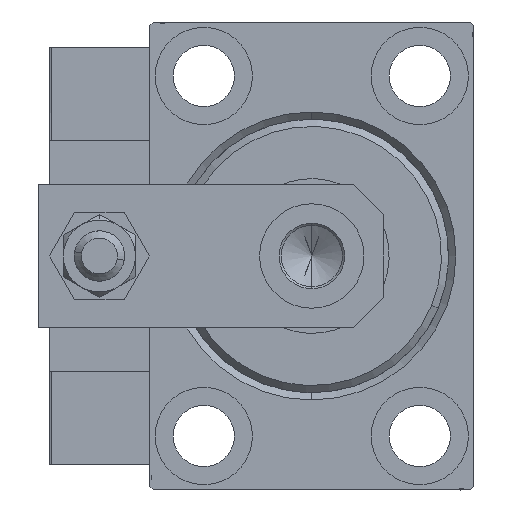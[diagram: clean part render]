
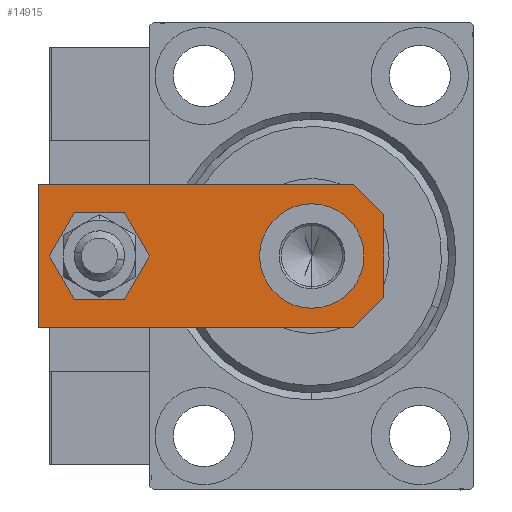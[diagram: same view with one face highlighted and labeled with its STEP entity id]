
A CAD part, left-side view. The second image highlights one B-rep face of the part: STEP entity #14915.
In plain terms, the highlighted face is planar.
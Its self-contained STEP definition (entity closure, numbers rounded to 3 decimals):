
#127 = CARTESIAN_POINT ( 'NONE',  ( -10., 48., 6. ) ) ;
#298 = CARTESIAN_POINT ( 'NONE',  ( 4., 39.5, 6. ) ) ;
#1803 = DIRECTION ( 'NONE',  ( 0., 1., 0. ) ) ;
#2935 = CARTESIAN_POINT ( 'NONE',  ( 2.88, -2.88, 6. ) ) ;
#3319 = VERTEX_POINT ( 'NONE', #23569 ) ;
#4729 = EDGE_CURVE ( 'NONE', #23458, #49609, #27596, .T. ) ;
#4904 = DIRECTION ( 'NONE',  ( 0., 0., 1. ) ) ;
#5794 = AXIS2_PLACEMENT_3D ( 'NONE', #49363, #49617, #42580 ) ;
#6682 = ORIENTED_EDGE ( 'NONE', *, *, #46608, .F. ) ;
#7072 = DIRECTION ( 'NONE',  ( 0., 0., 1. ) ) ;
#7353 = CARTESIAN_POINT ( 'NONE',  ( -5.76, 0., 6. ) ) ;
#7405 = VERTEX_POINT ( 'NONE', #43694 ) ;
#8876 = AXIS2_PLACEMENT_3D ( 'NONE', #40654, #4904, #37267 ) ;
#9197 = EDGE_CURVE ( 'NONE', #3319, #23458, #27783, .T. ) ;
#9580 = DIRECTION ( 'NONE',  ( 0., 0., 1. ) ) ;
#10418 = VECTOR ( 'NONE', #16074, 1000. ) ;
#10884 = DIRECTION ( 'NONE',  ( -1., 0., 0. ) ) ;
#11189 = EDGE_CURVE ( 'NONE', #49609, #16961, #20010, .T. ) ;
#11250 = VERTEX_POINT ( 'NONE', #41127 ) ;
#11999 = VERTEX_POINT ( 'NONE', #12570 ) ;
#12570 = CARTESIAN_POINT ( 'NONE',  ( 5.76, 0., 6. ) ) ;
#12760 = FACE_BOUND ( 'NONE', #51041, .T. ) ;
#14428 = ORIENTED_EDGE ( 'NONE', *, *, #21376, .T. ) ;
#14915 = ADVANCED_FACE ( 'NONE', ( #35746, #17893, #12760 ), #39383, .T. ) ;
#16074 = DIRECTION ( 'NONE',  ( 0.707, -0.707, 0. ) ) ;
#16961 = VERTEX_POINT ( 'NONE', #7353 ) ;
#16975 = VERTEX_POINT ( 'NONE', #46237 ) ;
#17472 = CARTESIAN_POINT ( 'NONE',  ( 10., 0., 6. ) ) ;
#17893 = FACE_OUTER_BOUND ( 'NONE', #19029, .T. ) ;
#18192 = CARTESIAN_POINT ( 'NONE',  ( 0., 39.5, 6. ) ) ;
#19029 = EDGE_LOOP ( 'NONE', ( #50074, #31552, #31295, #14428, #28944, #39281 ) ) ;
#20010 = LINE ( 'NONE', #31514, #10418 ) ;
#21376 = EDGE_CURVE ( 'NONE', #11999, #45949, #46765, .T. ) ;
#22028 = VECTOR ( 'NONE', #46331, 1000. ) ;
#23331 = CIRCLE ( 'NONE', #35805, 4. ) ;
#23458 = VERTEX_POINT ( 'NONE', #127 ) ;
#23569 = CARTESIAN_POINT ( 'NONE',  ( 10., 48., 6. ) ) ;
#23666 = DIRECTION ( 'NONE',  ( 0., -1., 0. ) ) ;
#24001 = DIRECTION ( 'NONE',  ( 1., 0., 0. ) ) ;
#24132 = CIRCLE ( 'NONE', #5794, 4. ) ;
#27596 = LINE ( 'NONE', #43476, #31030 ) ;
#27783 = LINE ( 'NONE', #32717, #36161 ) ;
#28598 = CARTESIAN_POINT ( 'NONE',  ( 10., 4.24, 6. ) ) ;
#28693 = ORIENTED_EDGE ( 'NONE', *, *, #38017, .F. ) ;
#28709 = CARTESIAN_POINT ( 'NONE',  ( 0., 0., 6. ) ) ;
#28856 = VECTOR ( 'NONE', #1803, 1000. ) ;
#28944 = ORIENTED_EDGE ( 'NONE', *, *, #38422, .T. ) ;
#30539 = ORIENTED_EDGE ( 'NONE', *, *, #39488, .F. ) ;
#30561 = CIRCLE ( 'NONE', #8876, 7.25 ) ;
#31030 = VECTOR ( 'NONE', #23666, 1000. ) ;
#31173 = EDGE_CURVE ( 'NONE', #16961, #11999, #42167, .T. ) ;
#31295 = ORIENTED_EDGE ( 'NONE', *, *, #31173, .T. ) ;
#31509 = ORIENTED_EDGE ( 'NONE', *, *, #50431, .F. ) ;
#31514 = CARTESIAN_POINT ( 'NONE',  ( -2.88, -2.88, 6. ) ) ;
#31552 = ORIENTED_EDGE ( 'NONE', *, *, #11189, .T. ) ;
#32717 = CARTESIAN_POINT ( 'NONE',  ( 10., 48., 6. ) ) ;
#35006 = DIRECTION ( 'NONE',  ( 1., 0., 0. ) ) ;
#35255 = CARTESIAN_POINT ( 'NONE',  ( 0., 10., 6. ) ) ;
#35474 = CIRCLE ( 'NONE', #37150, 7.25 ) ;
#35677 = VECTOR ( 'NONE', #50939, 1000. ) ;
#35746 = FACE_BOUND ( 'NONE', #40405, .T. ) ;
#35805 = AXIS2_PLACEMENT_3D ( 'NONE', #18192, #9580, #49999 ) ;
#36161 = VECTOR ( 'NONE', #10884, 1000. ) ;
#37150 = AXIS2_PLACEMENT_3D ( 'NONE', #35255, #7072, #35006 ) ;
#37267 = DIRECTION ( 'NONE',  ( 1., 0., 0. ) ) ;
#38017 = EDGE_CURVE ( 'NONE', #16975, #7405, #35474, .T. ) ;
#38422 = EDGE_CURVE ( 'NONE', #45949, #3319, #49807, .T. ) ;
#39281 = ORIENTED_EDGE ( 'NONE', *, *, #9197, .T. ) ;
#39383 = PLANE ( 'NONE',  #39687 ) ;
#39488 = EDGE_CURVE ( 'NONE', #7405, #16975, #30561, .T. ) ;
#39687 = AXIS2_PLACEMENT_3D ( 'NONE', #28709, #44589, #24001 ) ;
#40405 = EDGE_LOOP ( 'NONE', ( #31509, #6682 ) ) ;
#40654 = CARTESIAN_POINT ( 'NONE',  ( 0., 10., 6. ) ) ;
#41127 = CARTESIAN_POINT ( 'NONE',  ( -4., 39.5, 6. ) ) ;
#42167 = LINE ( 'NONE', #43192, #22028 ) ;
#42580 = DIRECTION ( 'NONE',  ( 1., 0., 0. ) ) ;
#42760 = CARTESIAN_POINT ( 'NONE',  ( -10., 4.24, 6. ) ) ;
#43192 = CARTESIAN_POINT ( 'NONE',  ( -10., 0., 6. ) ) ;
#43476 = CARTESIAN_POINT ( 'NONE',  ( -10., 48., 6. ) ) ;
#43694 = CARTESIAN_POINT ( 'NONE',  ( 7.25, 10., 6. ) ) ;
#44589 = DIRECTION ( 'NONE',  ( 0., 0., 1. ) ) ;
#45949 = VERTEX_POINT ( 'NONE', #28598 ) ;
#46237 = CARTESIAN_POINT ( 'NONE',  ( -7.25, 10., 6. ) ) ;
#46331 = DIRECTION ( 'NONE',  ( 1., 0., 0. ) ) ;
#46608 = EDGE_CURVE ( 'NONE', #51424, #11250, #23331, .T. ) ;
#46765 = LINE ( 'NONE', #2935, #35677 ) ;
#49363 = CARTESIAN_POINT ( 'NONE',  ( 0., 39.5, 6. ) ) ;
#49609 = VERTEX_POINT ( 'NONE', #42760 ) ;
#49617 = DIRECTION ( 'NONE',  ( 0., 0., 1. ) ) ;
#49807 = LINE ( 'NONE', #17472, #28856 ) ;
#49999 = DIRECTION ( 'NONE',  ( 1., 0., 0. ) ) ;
#50074 = ORIENTED_EDGE ( 'NONE', *, *, #4729, .T. ) ;
#50431 = EDGE_CURVE ( 'NONE', #11250, #51424, #24132, .T. ) ;
#50939 = DIRECTION ( 'NONE',  ( 0.707, 0.707, 0. ) ) ;
#51041 = EDGE_LOOP ( 'NONE', ( #28693, #30539 ) ) ;
#51424 = VERTEX_POINT ( 'NONE', #298 ) ;
